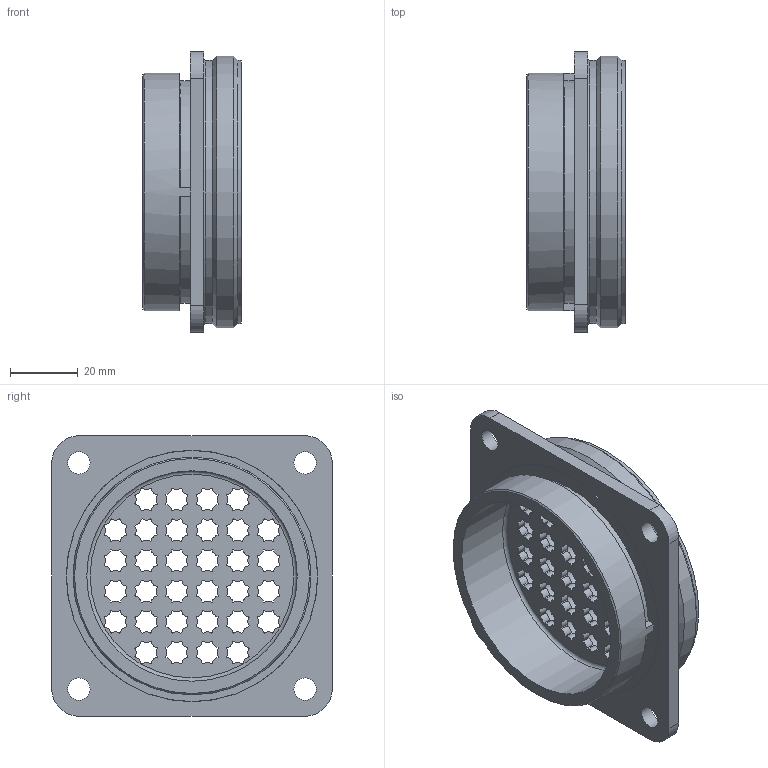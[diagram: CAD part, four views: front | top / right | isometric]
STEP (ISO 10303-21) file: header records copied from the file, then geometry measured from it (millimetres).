
FILE_DESCRIPTION(/* description */ ('STEP AP214'),/* implementation_level */ '2;1');
FILE_NAME(/* name */ '7565_KDVF-32-B',/* time_stamp */ '2024-08-29T16:23:02+02:00',/* author */ ('License CC BY-ND 4.0'),/* organization */ ('CADENAS'),/* preprocessor_version */ 'ST-DEVELOPER v19.3',/* originating_system */ 'PARTsolutions',/* authorisation */ ' ');
FILE_SCHEMA (('AUTOMOTIVE_DESIGN {1 0 10303 214 3 1 1}'));
Length unit declared in the file: millimetre
Products named in the file (1): 7565 KDVF-32-B
Bounding box: 29 x 82.6 x 82.6 mm (x, y, z)
Volume: 51302.3 mm3; surface area: 38882.5 mm2
Topology: 1 solids, 1 shells, 640 faces, 1805 edges, 1210 vertices
Faces by surface type: cylinder 567, plane 58, torus 8, cone 7
Full cylindrical faces by diameter (mm): 6.6 x4, 8.2 x32, 62 x1, 67.4 x1, 69 x1, 69.9 x1, 70 x1, 74 x1, 74.1 x1, 74.2 x1, 77.5 x2, 80 x1
Entity records: 20986 total; most frequent: DIRECTION 4138, CARTESIAN_POINT 3544, ORIENTED_EDGE 3420, AXIS2_PLACEMENT_3D 1793, EDGE_CURVE 1710, VERTEX_POINT 1175, CIRCLE 1152, EDGE_LOOP 815
